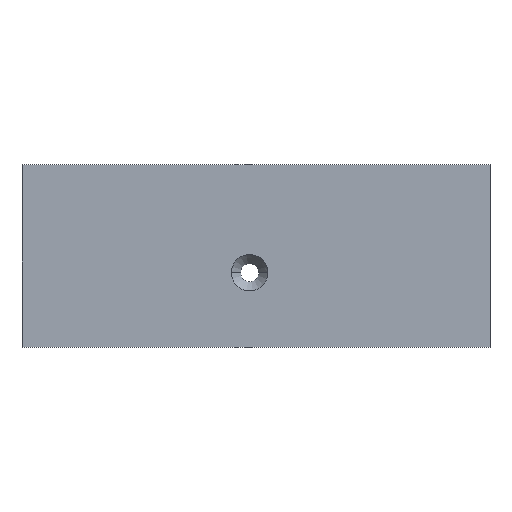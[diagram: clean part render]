
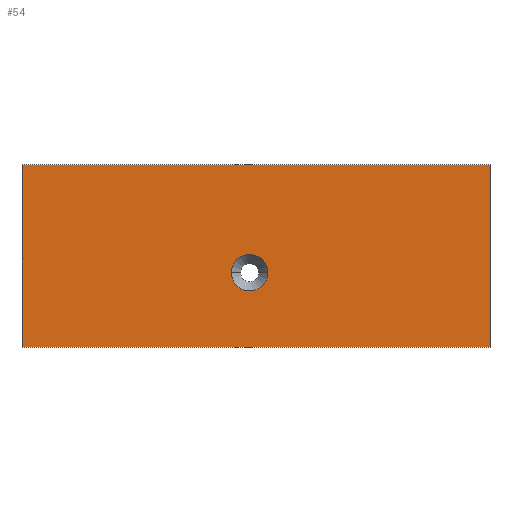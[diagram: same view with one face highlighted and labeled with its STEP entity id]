
A CAD part, top view. The second image highlights one B-rep face of the part: STEP entity #54.
In plain terms, the highlighted planar face has unit normal (0, 0, 1).
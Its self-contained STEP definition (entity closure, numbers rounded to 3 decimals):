
#9 = CARTESIAN_POINT ( 'NONE',  ( 0., 0., 2. ) ) ;
#16 = EDGE_CURVE ( 'NONE', #368, #565, #414, .T. ) ;
#18 = CARTESIAN_POINT ( 'NONE',  ( 0., 0., 2. ) ) ;
#22 = DIRECTION ( 'NONE',  ( -1., 0., 0. ) ) ;
#48 = ORIENTED_EDGE ( 'NONE', *, *, #161, .T. ) ;
#54 = ADVANCED_FACE ( 'NONE', ( #520, #433 ), #298, .F. ) ;
#78 = LINE ( 'NONE', #18, #239 ) ;
#93 = EDGE_CURVE ( 'NONE', #139, #368, #516, .T. ) ;
#123 = DIRECTION ( 'NONE',  ( 0., 0., -1. ) ) ;
#130 = CARTESIAN_POINT ( 'NONE',  ( 0., 30., 2. ) ) ;
#135 = VECTOR ( 'NONE', #275, 1000. ) ;
#139 = VERTEX_POINT ( 'NONE', #406 ) ;
#145 = DIRECTION ( 'NONE',  ( -1., 0., 0. ) ) ;
#148 = EDGE_LOOP ( 'NONE', ( #165, #474 ) ) ;
#150 = DIRECTION ( 'NONE',  ( 0., 1., 0. ) ) ;
#153 = ORIENTED_EDGE ( 'NONE', *, *, #93, .T. ) ;
#158 = DIRECTION ( 'NONE',  ( 1., 0., 0. ) ) ;
#161 = EDGE_CURVE ( 'NONE', #291, #139, #78, .T. ) ;
#165 = ORIENTED_EDGE ( 'NONE', *, *, #272, .T. ) ;
#186 = LINE ( 'NONE', #452, #310 ) ;
#187 = AXIS2_PLACEMENT_3D ( 'NONE', #360, #496, #510 ) ;
#201 = DIRECTION ( 'NONE',  ( 0., 0., -1. ) ) ;
#227 = CARTESIAN_POINT ( 'NONE',  ( 0., 0., 2. ) ) ;
#239 = VECTOR ( 'NONE', #158, 1000. ) ;
#265 = EDGE_CURVE ( 'NONE', #518, #277, #430, .T. ) ;
#272 = EDGE_CURVE ( 'NONE', #277, #518, #466, .T. ) ;
#275 = DIRECTION ( 'NONE',  ( -1., 0., 0. ) ) ;
#277 = VERTEX_POINT ( 'NONE', #598 ) ;
#291 = VERTEX_POINT ( 'NONE', #227 ) ;
#298 = PLANE ( 'NONE',  #521 ) ;
#310 = VECTOR ( 'NONE', #587, 1000. ) ;
#355 = ORIENTED_EDGE ( 'NONE', *, *, #468, .T. ) ;
#360 = CARTESIAN_POINT ( 'NONE',  ( 37.45, 12.25, 2. ) ) ;
#368 = VERTEX_POINT ( 'NONE', #399 ) ;
#379 = ORIENTED_EDGE ( 'NONE', *, *, #16, .T. ) ;
#399 = CARTESIAN_POINT ( 'NONE',  ( 77., 30., 2. ) ) ;
#404 = AXIS2_PLACEMENT_3D ( 'NONE', #569, #123, #22 ) ;
#406 = CARTESIAN_POINT ( 'NONE',  ( 77., 0., 2. ) ) ;
#414 = LINE ( 'NONE', #130, #135 ) ;
#430 = CIRCLE ( 'NONE', #404, 3. ) ;
#433 = FACE_OUTER_BOUND ( 'NONE', #542, .T. ) ;
#452 = CARTESIAN_POINT ( 'NONE',  ( 0., 0., 2. ) ) ;
#464 = CARTESIAN_POINT ( 'NONE',  ( 0., 30., 2. ) ) ;
#466 = CIRCLE ( 'NONE', #187, 3. ) ;
#468 = EDGE_CURVE ( 'NONE', #565, #291, #186, .T. ) ;
#474 = ORIENTED_EDGE ( 'NONE', *, *, #265, .T. ) ;
#476 = CARTESIAN_POINT ( 'NONE',  ( 77., 0., 2. ) ) ;
#496 = DIRECTION ( 'NONE',  ( 0., 0., -1. ) ) ;
#510 = DIRECTION ( 'NONE',  ( -1., 0., 0. ) ) ;
#516 = LINE ( 'NONE', #476, #597 ) ;
#518 = VERTEX_POINT ( 'NONE', #543 ) ;
#520 = FACE_BOUND ( 'NONE', #148, .T. ) ;
#521 = AXIS2_PLACEMENT_3D ( 'NONE', #9, #201, #145 ) ;
#542 = EDGE_LOOP ( 'NONE', ( #355, #48, #153, #379 ) ) ;
#543 = CARTESIAN_POINT ( 'NONE',  ( 34.45, 12.25, 2. ) ) ;
#565 = VERTEX_POINT ( 'NONE', #464 ) ;
#569 = CARTESIAN_POINT ( 'NONE',  ( 37.45, 12.25, 2. ) ) ;
#587 = DIRECTION ( 'NONE',  ( 0., -1., 0. ) ) ;
#597 = VECTOR ( 'NONE', #150, 1000. ) ;
#598 = CARTESIAN_POINT ( 'NONE',  ( 40.45, 12.25, 2. ) ) ;
